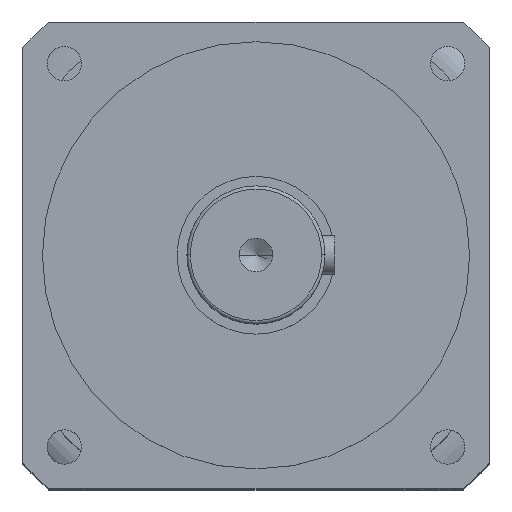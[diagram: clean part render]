
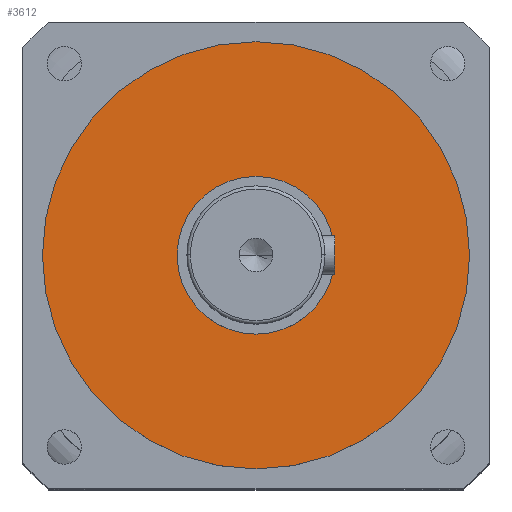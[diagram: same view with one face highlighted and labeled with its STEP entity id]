
A CAD part, top view. The second image highlights one B-rep face of the part: STEP entity #3612.
In plain terms, the highlighted planar face has unit normal (0, 0, 1).
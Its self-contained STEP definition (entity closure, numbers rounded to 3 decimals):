
#382 = EDGE_CURVE ( 'NONE', #7988, #5009, #7898, .T. ) ;
#806 = DIRECTION ( 'NONE',  ( 0., 0., 1. ) ) ;
#930 = CARTESIAN_POINT ( 'NONE',  ( 0., 0., -70. ) ) ;
#982 = AXIS2_PLACEMENT_3D ( 'NONE', #4785, #4891, #4744 ) ;
#1148 = DIRECTION ( 'NONE',  ( 0., 0., -1. ) ) ;
#1360 = AXIS2_PLACEMENT_3D ( 'NONE', #930, #6293, #1715 ) ;
#1624 = VERTEX_POINT ( 'NONE', #6144 ) ;
#1681 = EDGE_CURVE ( 'NONE', #5009, #7988, #3722, .T. ) ;
#1715 = DIRECTION ( 'NONE',  ( 1., 0., 0. ) ) ;
#2817 = FACE_BOUND ( 'NONE', #5422, .T. ) ;
#2905 = CARTESIAN_POINT ( 'NONE',  ( -24., 0., -70. ) ) ;
#2928 = CIRCLE ( 'NONE', #1360, 65. ) ;
#3612 = ADVANCED_FACE ( 'NONE', ( #2817, #6909 ), #8091, .F. ) ;
#3722 = CIRCLE ( 'NONE', #9517, 24. ) ;
#3837 = EDGE_CURVE ( 'NONE', #5339, #1624, #2928, .T. ) ;
#4180 = AXIS2_PLACEMENT_3D ( 'NONE', #5414, #806, #6178 ) ;
#4203 = ORIENTED_EDGE ( 'NONE', *, *, #382, .F. ) ;
#4518 = ORIENTED_EDGE ( 'NONE', *, *, #4766, .T. ) ;
#4744 = DIRECTION ( 'NONE',  ( 1., 0., 0. ) ) ;
#4766 = EDGE_CURVE ( 'NONE', #1624, #5339, #7115, .T. ) ;
#4785 = CARTESIAN_POINT ( 'NONE',  ( 0., 0., -70. ) ) ;
#4891 = DIRECTION ( 'NONE',  ( 0., 0., 1. ) ) ;
#5009 = VERTEX_POINT ( 'NONE', #8152 ) ;
#5048 = DIRECTION ( 'NONE',  ( -1., 0., 0. ) ) ;
#5163 = AXIS2_PLACEMENT_3D ( 'NONE', #8849, #1148, #5048 ) ;
#5339 = VERTEX_POINT ( 'NONE', #7733 ) ;
#5414 = CARTESIAN_POINT ( 'NONE',  ( 0., 0., -70. ) ) ;
#5422 = EDGE_LOOP ( 'NONE', ( #6318, #4203 ) ) ;
#5695 = ORIENTED_EDGE ( 'NONE', *, *, #3837, .T. ) ;
#6144 = CARTESIAN_POINT ( 'NONE',  ( 65., 0., -70. ) ) ;
#6178 = DIRECTION ( 'NONE',  ( 1., 0., 0. ) ) ;
#6293 = DIRECTION ( 'NONE',  ( 0., 0., 1. ) ) ;
#6318 = ORIENTED_EDGE ( 'NONE', *, *, #1681, .F. ) ;
#6909 = FACE_OUTER_BOUND ( 'NONE', #8970, .T. ) ;
#7115 = CIRCLE ( 'NONE', #4180, 65. ) ;
#7733 = CARTESIAN_POINT ( 'NONE',  ( -65., 0., -70. ) ) ;
#7898 = CIRCLE ( 'NONE', #982, 24. ) ;
#7988 = VERTEX_POINT ( 'NONE', #2905 ) ;
#8091 = PLANE ( 'NONE',  #5163 ) ;
#8152 = CARTESIAN_POINT ( 'NONE',  ( 24., 0., -70. ) ) ;
#8849 = CARTESIAN_POINT ( 'NONE',  ( 0., 65., -70. ) ) ;
#8970 = EDGE_LOOP ( 'NONE', ( #4518, #5695 ) ) ;
#9314 = DIRECTION ( 'NONE',  ( 1., 0., 0. ) ) ;
#9355 = DIRECTION ( 'NONE',  ( 0., 0., 1. ) ) ;
#9387 = CARTESIAN_POINT ( 'NONE',  ( 0., 0., -70. ) ) ;
#9517 = AXIS2_PLACEMENT_3D ( 'NONE', #9387, #9355, #9314 ) ;
